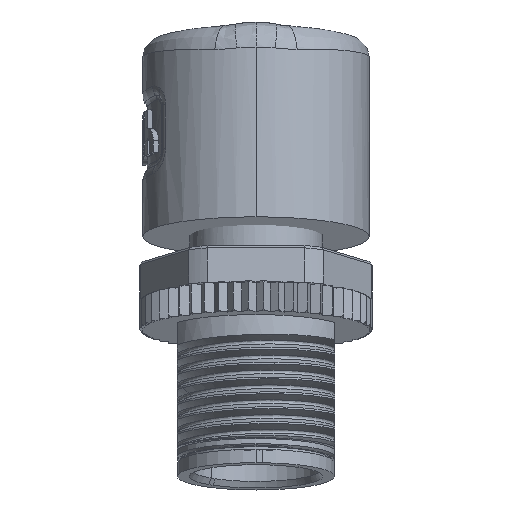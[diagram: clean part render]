
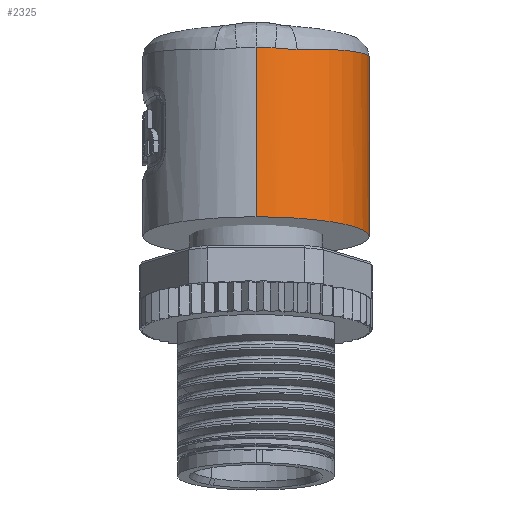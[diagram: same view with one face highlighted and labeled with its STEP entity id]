
A CAD part, front view. The second image highlights one B-rep face of the part: STEP entity #2325.
In plain terms, the highlighted cylindrical face has radius 7.5 mm (diameter 15 mm), a partial arc.
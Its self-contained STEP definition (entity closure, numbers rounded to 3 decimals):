
#2325=ADVANCED_FACE('',(#5266),#5267,.T.);
#5266=FACE_OUTER_BOUND('',#9904,.T.);
#5267=CYLINDRICAL_SURFACE('',#9905,7.5);
#9904=EDGE_LOOP('',(#26336,#26337,#26338,#26339,#26340,#26341,#26342,#26343,#26344,#26345,#26346));
#9905=AXIS2_PLACEMENT_3D('',#26347,#26348,#26349);
#26336=ORIENTED_EDGE('',*,*,#33855,.F.);
#26337=ORIENTED_EDGE('',*,*,#33856,.F.);
#26338=ORIENTED_EDGE('',*,*,#33857,.F.);
#26339=ORIENTED_EDGE('',*,*,#33853,.F.);
#26340=ORIENTED_EDGE('',*,*,#33846,.F.);
#26341=ORIENTED_EDGE('',*,*,#33858,.F.);
#26342=ORIENTED_EDGE('',*,*,#33859,.F.);
#26343=ORIENTED_EDGE('',*,*,#33790,.F.);
#26344=ORIENTED_EDGE('',*,*,#33860,.T.);
#26345=ORIENTED_EDGE('',*,*,#33788,.T.);
#26346=ORIENTED_EDGE('',*,*,#33861,.F.);
#26347=CARTESIAN_POINT('',(0.0,6.646,-7.682));
#26348=DIRECTION('',(0.0,-0.174,-0.985));
#26349=DIRECTION('',(0.0,-0.985,0.174));
#33788=EDGE_CURVE('',#38821,#38819,#38822,.T.);
#33790=EDGE_CURVE('',#38823,#38825,#38826,.T.);
#33846=EDGE_CURVE('',#38919,#38921,#38922,.T.);
#33853=EDGE_CURVE('',#38921,#38928,#38930,.T.);
#33855=EDGE_CURVE('',#38932,#38933,#38934,.T.);
#33856=EDGE_CURVE('',#38935,#38932,#38936,.T.);
#33857=EDGE_CURVE('',#38928,#38935,#38937,.T.);
#33858=EDGE_CURVE('',#38938,#38919,#38939,.T.);
#33859=EDGE_CURVE('',#38825,#38938,#38940,.T.);
#33860=EDGE_CURVE('',#38823,#38821,#38941,.T.);
#33861=EDGE_CURVE('',#38933,#38819,#38942,.T.);
#38819=VERTEX_POINT('',#46305);
#38821=VERTEX_POINT('',#46328);
#38822=LINE('',#46329,#46330);
#38823=VERTEX_POINT('',#46331);
#38825=VERTEX_POINT('',#46333);
#38826=LINE('',#46334,#46335);
#38919=VERTEX_POINT('',#46813);
#38921=VERTEX_POINT('',#46825);
#38922=B_SPLINE_CURVE_WITH_KNOTS('',3,(#46826,#46827,#46828,#46829,#46830,#46831,#46832,#46833,#46834,#46835,#46836,#46837,#46838,#46839,#46840),.UNSPECIFIED.,.F.,.F.,(4,1,1,1,1,1,1,1,1,1,1,1,4),(0.0,0.083,0.167,0.25,0.333,0.417,0.5,0.583,0.667,0.75,0.833,0.917,1.0),.UNSPECIFIED.);
#38928=VERTEX_POINT('',#46861);
#38930=B_SPLINE_CURVE_WITH_KNOTS('',3,(#46867,#46868,#46869,#46870,#46871,#46872),.UNSPECIFIED.,.F.,.F.,(4,1,1,4),(0.0,0.333,0.667,1.0),.UNSPECIFIED.);
#38932=VERTEX_POINT('',#46874);
#38933=VERTEX_POINT('',#46875);
#38934=B_SPLINE_CURVE_WITH_KNOTS('',3,(#46876,#46877,#46878,#46879,#46880,#46881),.UNSPECIFIED.,.F.,.F.,(4,1,1,4),(0.0,0.333,0.667,1.0),.UNSPECIFIED.);
#38935=VERTEX_POINT('',#46882);
#38936=B_SPLINE_CURVE_WITH_KNOTS('',3,(#46883,#46884,#46885,#46886,#46887,#46888),.UNSPECIFIED.,.F.,.F.,(4,1,1,4),(0.0,0.333,0.667,1.0),.UNSPECIFIED.);
#38937=B_SPLINE_CURVE_WITH_KNOTS('',3,(#46889,#46890,#46891,#46892,#46893,#46894),.UNSPECIFIED.,.F.,.F.,(4,1,1,4),(0.0,0.333,0.667,1.0),.UNSPECIFIED.);
#38938=VERTEX_POINT('',#46895);
#38939=B_SPLINE_CURVE_WITH_KNOTS('',3,(#46896,#46897,#46898,#46899,#46900,#46901),.UNSPECIFIED.,.F.,.F.,(4,1,1,4),(0.0,0.333,0.667,1.0),.UNSPECIFIED.);
#38940=B_SPLINE_CURVE_WITH_KNOTS('',3,(#46902,#46903,#46904,#46905,#46906,#46907,#46908,#46909),.UNSPECIFIED.,.F.,.F.,(4,1,1,1,1,4),(0.0,0.203,0.406,0.606,0.804,1.0),.UNSPECIFIED.);
#38941=CIRCLE('',#46910,7.5);
#38942=B_SPLINE_CURVE_WITH_KNOTS('',3,(#46911,#46912,#46913,#46914,#46915,#46916,#46917,#46918,#46919,#46920,#46921,#46922,#46923,#46924,#46925,#46926,#46927,#46928,#46929,#46930,#46931,#46932),.UNSPECIFIED.,.F.,.F.,(4,1,1,1,1,1,1,1,1,1,1,1,1,1,1,1,1,1,1,4),(0.0,0.053,0.105,0.158,0.211,0.263,0.316,0.368,0.421,0.474,0.526,0.579,0.632,0.684,0.737,0.789,0.842,0.895,0.947,1.0),.UNSPECIFIED.);
#46305=CARTESIAN_POINT('',(0.,14.348,-7.187));
#46328=CARTESIAN_POINT('',(0.,14.032,-8.984));
#46329=CARTESIAN_POINT('',(0.,14.032,-8.984));
#46330=VECTOR('',#59046,1.825);
#46331=CARTESIAN_POINT('',(0.0,-0.741,-6.379));
#46333=CARTESIAN_POINT('',(0.,1.239,4.847));
#46334=CARTESIAN_POINT('',(0.0,-0.741,-6.379));
#46335=VECTOR('',#59050,11.4);
#46813=CARTESIAN_POINT('',(2.72,1.732,4.701));
#46825=CARTESIAN_POINT('',(5.818,13.425,3.511));
#46826=CARTESIAN_POINT('',(2.72,1.732,4.701));
#46827=CARTESIAN_POINT('',(3.086,1.877,4.707));
#46828=CARTESIAN_POINT('',(3.796,2.226,4.71));
#46829=CARTESIAN_POINT('',(4.763,2.904,4.689));
#46830=CARTESIAN_POINT('',(5.613,3.722,4.644));
#46831=CARTESIAN_POINT('',(6.321,4.651,4.577));
#46832=CARTESIAN_POINT('',(6.89,5.702,4.488));
#46833=CARTESIAN_POINT('',(7.282,6.819,4.381));
#46834=CARTESIAN_POINT('',(7.492,7.984,4.257));
#46835=CARTESIAN_POINT('',(7.52,9.138,4.124));
#46836=CARTESIAN_POINT('',(7.361,10.32,3.976));
#46837=CARTESIAN_POINT('',(7.019,11.445,3.823));
#46838=CARTESIAN_POINT('',(6.508,12.494,3.667));
#46839=CARTESIAN_POINT('',(6.063,13.128,3.563));
#46840=CARTESIAN_POINT('',(5.818,13.425,3.511));
#46861=CARTESIAN_POINT('',(6.507,12.012,1.274));
#46867=CARTESIAN_POINT('',(5.818,13.425,3.511));
#46868=CARTESIAN_POINT('',(5.945,13.22,3.248));
#46869=CARTESIAN_POINT('',(6.158,12.838,2.731));
#46870=CARTESIAN_POINT('',(6.378,12.363,1.986));
#46871=CARTESIAN_POINT('',(6.471,12.117,1.509));
#46872=CARTESIAN_POINT('',(6.507,12.012,1.274));
#46874=CARTESIAN_POINT('',(6.569,11.604,-0.401));
#46875=CARTESIAN_POINT('',(6.536,11.568,-0.949));
#46876=CARTESIAN_POINT('',(6.569,11.604,-0.401));
#46877=CARTESIAN_POINT('',(6.569,11.594,-0.458));
#46878=CARTESIAN_POINT('',(6.568,11.576,-0.576));
#46879=CARTESIAN_POINT('',(6.557,11.563,-0.758));
#46880=CARTESIAN_POINT('',(6.544,11.565,-0.885));
#46881=CARTESIAN_POINT('',(6.536,11.568,-0.949));
#46882=CARTESIAN_POINT('',(6.561,11.795,0.599));
#46883=CARTESIAN_POINT('',(6.561,11.795,0.599));
#46884=CARTESIAN_POINT('',(6.562,11.774,0.488));
#46885=CARTESIAN_POINT('',(6.564,11.732,0.266));
#46886=CARTESIAN_POINT('',(6.567,11.667,-0.067));
#46887=CARTESIAN_POINT('',(6.568,11.625,-0.29));
#46888=CARTESIAN_POINT('',(6.569,11.604,-0.401));
#46889=CARTESIAN_POINT('',(6.507,12.012,1.274));
#46890=CARTESIAN_POINT('',(6.519,11.977,1.194));
#46891=CARTESIAN_POINT('',(6.539,11.913,1.038));
#46892=CARTESIAN_POINT('',(6.556,11.841,0.812));
#46893=CARTESIAN_POINT('',(6.561,11.808,0.669));
#46894=CARTESIAN_POINT('',(6.561,11.795,0.599));
#46895=CARTESIAN_POINT('',(1.266,1.337,4.784));
#46896=CARTESIAN_POINT('',(1.266,1.337,4.784));
#46897=CARTESIAN_POINT('',(1.44,1.364,4.765));
#46898=CARTESIAN_POINT('',(1.781,1.43,4.731));
#46899=CARTESIAN_POINT('',(2.267,1.564,4.702));
#46900=CARTESIAN_POINT('',(2.572,1.673,4.699));
#46901=CARTESIAN_POINT('',(2.72,1.732,4.701));
#46902=CARTESIAN_POINT('',(0.,1.239,4.847));
#46903=CARTESIAN_POINT('',(0.086,1.239,4.847));
#46904=CARTESIAN_POINT('',(0.259,1.242,4.846));
#46905=CARTESIAN_POINT('',(0.516,1.254,4.839));
#46906=CARTESIAN_POINT('',(0.769,1.274,4.828));
#46907=CARTESIAN_POINT('',(1.019,1.302,4.81));
#46908=CARTESIAN_POINT('',(1.184,1.325,4.794));
#46909=CARTESIAN_POINT('',(1.266,1.337,4.784));
#46910=AXIS2_PLACEMENT_3D('',#59062,#59063,#59064);
#46911=CARTESIAN_POINT('',(6.536,11.568,-0.949));
#46912=CARTESIAN_POINT('',(6.52,11.574,-1.077));
#46913=CARTESIAN_POINT('',(6.481,11.598,-1.342));
#46914=CARTESIAN_POINT('',(6.394,11.67,-1.769));
#46915=CARTESIAN_POINT('',(6.273,11.784,-2.227));
#46916=CARTESIAN_POINT('',(6.109,11.942,-2.719));
#46917=CARTESIAN_POINT('',(5.893,12.145,-3.24));
#46918=CARTESIAN_POINT('',(5.622,12.382,-3.772));
#46919=CARTESIAN_POINT('',(5.296,12.642,-4.298));
#46920=CARTESIAN_POINT('',(4.928,12.904,-4.791));
#46921=CARTESIAN_POINT('',(4.528,13.155,-5.239));
#46922=CARTESIAN_POINT('',(4.105,13.387,-5.637));
#46923=CARTESIAN_POINT('',(3.667,13.595,-5.984));
#46924=CARTESIAN_POINT('',(3.219,13.777,-6.282));
#46925=CARTESIAN_POINT('',(2.764,13.934,-6.534));
#46926=CARTESIAN_POINT('',(2.305,14.064,-6.741));
#46927=CARTESIAN_POINT('',(1.844,14.169,-6.907));
#46928=CARTESIAN_POINT('',(1.381,14.25,-7.034));
#46929=CARTESIAN_POINT('',(0.918,14.307,-7.123));
#46930=CARTESIAN_POINT('',(0.457,14.341,-7.175));
#46931=CARTESIAN_POINT('',(0.152,14.348,-7.187));
#46932=CARTESIAN_POINT('',(0.,14.348,-7.187));
#59046=DIRECTION('',(0.,0.174,0.985));
#59050=DIRECTION('',(0.,0.174,0.985));
#59062=CARTESIAN_POINT('',(0.0,6.646,-7.682));
#59063=DIRECTION('',(0.0,0.174,0.985));
#59064=DIRECTION('',(0.0,-0.985,0.174));
